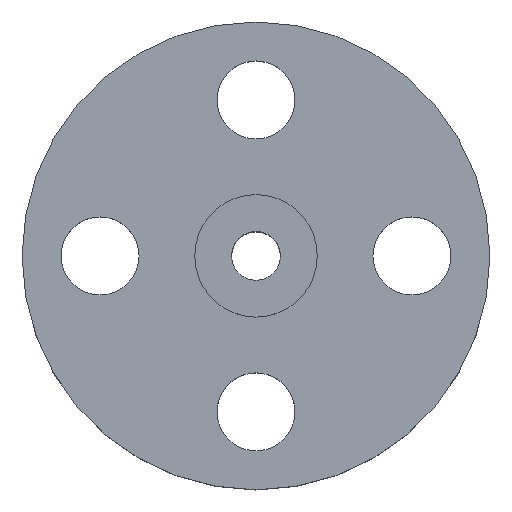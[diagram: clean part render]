
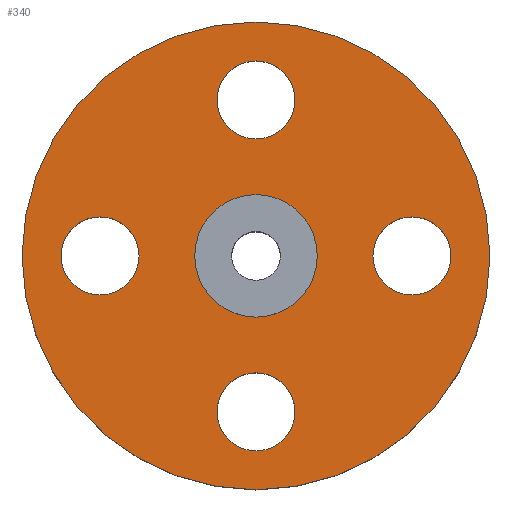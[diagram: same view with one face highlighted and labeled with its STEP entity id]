
A CAD part, top view. The second image highlights one B-rep face of the part: STEP entity #340.
In plain terms, the highlighted planar face has unit normal (0, 0, 1).
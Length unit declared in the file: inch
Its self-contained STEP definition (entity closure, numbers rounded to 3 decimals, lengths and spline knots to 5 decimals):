
#3 = VERTEX_POINT ( 'NONE', #757 ) ;
#7 = VERTEX_POINT ( 'NONE', #422 ) ;
#15 = DIRECTION ( 'NONE',  ( 0., 0., 1. ) ) ;
#24 = DIRECTION ( 'NONE',  ( -1., 0., 0. ) ) ;
#26 = AXIS2_PLACEMENT_3D ( 'NONE', #148, #406, #79 ) ;
#34 = FACE_BOUND ( 'NONE', #208, .T. ) ;
#51 = DIRECTION ( 'NONE',  ( 1., 0., 0. ) ) ;
#65 = EDGE_CURVE ( 'NONE', #364, #472, #667, .T. ) ;
#79 = DIRECTION ( 'NONE',  ( -1., 0., 0. ) ) ;
#80 = EDGE_CURVE ( 'NONE', #858, #768, #277, .T. ) ;
#88 = ORIENTED_EDGE ( 'NONE', *, *, #101, .F. ) ;
#90 = DIRECTION ( 'NONE',  ( 1., 0., 0. ) ) ;
#96 = CIRCLE ( 'NONE', #576, 2.625 ) ;
#101 = EDGE_CURVE ( 'NONE', #3, #286, #590, .T. ) ;
#104 = CARTESIAN_POINT ( 'NONE',  ( 0., 0.6875, -0.25 ) ) ;
#107 = ORIENTED_EDGE ( 'NONE', *, *, #335, .F. ) ;
#109 = AXIS2_PLACEMENT_3D ( 'NONE', #556, #235, #115 ) ;
#115 = DIRECTION ( 'NONE',  ( 1., 0., 0. ) ) ;
#118 = CIRCLE ( 'NONE', #26, 0.4375 ) ;
#121 = EDGE_CURVE ( 'NONE', #349, #776, #749, .T. ) ;
#148 = CARTESIAN_POINT ( 'NONE',  ( 1.75, 0., -0.25 ) ) ;
#153 = ORIENTED_EDGE ( 'NONE', *, *, #789, .F. ) ;
#156 = VERTEX_POINT ( 'NONE', #258 ) ;
#169 = FACE_OUTER_BOUND ( 'NONE', #305, .T. ) ;
#171 = VERTEX_POINT ( 'NONE', #545 ) ;
#172 = CARTESIAN_POINT ( 'NONE',  ( -2.625, 0., -0.25 ) ) ;
#189 = CARTESIAN_POINT ( 'NONE',  ( 0., 1.75, -0.25 ) ) ;
#203 = DIRECTION ( 'NONE',  ( 0., 0., 1. ) ) ;
#208 = EDGE_LOOP ( 'NONE', ( #153, #245 ) ) ;
#211 = CIRCLE ( 'NONE', #109, 0.4375 ) ;
#218 = CARTESIAN_POINT ( 'NONE',  ( -0.4375, 1.75, -0.25 ) ) ;
#222 = DIRECTION ( 'NONE',  ( -1., 0., 0. ) ) ;
#231 = DIRECTION ( 'NONE',  ( 0., 0., 1. ) ) ;
#235 = DIRECTION ( 'NONE',  ( 0., 0., 1. ) ) ;
#242 = CARTESIAN_POINT ( 'NONE',  ( 2.625, 0., -0.25 ) ) ;
#245 = ORIENTED_EDGE ( 'NONE', *, *, #80, .F. ) ;
#249 = AXIS2_PLACEMENT_3D ( 'NONE', #522, #203, #331 ) ;
#253 = AXIS2_PLACEMENT_3D ( 'NONE', #298, #502, #306 ) ;
#258 = CARTESIAN_POINT ( 'NONE',  ( 1.3125, 0., -0.25 ) ) ;
#264 = CARTESIAN_POINT ( 'NONE',  ( -1.75, 0., -0.25 ) ) ;
#268 = AXIS2_PLACEMENT_3D ( 'NONE', #104, #624, #24 ) ;
#277 = CIRCLE ( 'NONE', #330, 0.6875 ) ;
#279 = CARTESIAN_POINT ( 'NONE',  ( 1.75, 0., -0.25 ) ) ;
#284 = EDGE_LOOP ( 'NONE', ( #356, #301 ) ) ;
#286 = VERTEX_POINT ( 'NONE', #218 ) ;
#288 = DIRECTION ( 'NONE',  ( 1., 0., 0. ) ) ;
#294 = CARTESIAN_POINT ( 'NONE',  ( 0.4375, -1.75, -0.25 ) ) ;
#298 = CARTESIAN_POINT ( 'NONE',  ( 0., -1.75, -0.25 ) ) ;
#301 = ORIENTED_EDGE ( 'NONE', *, *, #781, .F. ) ;
#302 = PLANE ( 'NONE',  #268 ) ;
#304 = CARTESIAN_POINT ( 'NONE',  ( -0.6875, 0., -0.25 ) ) ;
#305 = EDGE_LOOP ( 'NONE', ( #417, #656 ) ) ;
#306 = DIRECTION ( 'NONE',  ( 0., 1., 0. ) ) ;
#313 = AXIS2_PLACEMENT_3D ( 'NONE', #362, #231, #822 ) ;
#327 = AXIS2_PLACEMENT_3D ( 'NONE', #264, #787, #604 ) ;
#330 = AXIS2_PLACEMENT_3D ( 'NONE', #514, #655, #51 ) ;
#331 = DIRECTION ( 'NONE',  ( 0., 1., 0. ) ) ;
#335 = EDGE_CURVE ( 'NONE', #460, #156, #118, .T. ) ;
#340 = ADVANCED_FACE ( 'NONE', ( #342, #699, #370, #755, #34, #169 ), #302, .F. ) ;
#342 = FACE_BOUND ( 'NONE', #369, .T. ) ;
#349 = VERTEX_POINT ( 'NONE', #634 ) ;
#354 = EDGE_CURVE ( 'NONE', #776, #349, #516, .T. ) ;
#356 = ORIENTED_EDGE ( 'NONE', *, *, #708, .F. ) ;
#358 = CARTESIAN_POINT ( 'NONE',  ( 2.1875, 0., -0.25 ) ) ;
#362 = CARTESIAN_POINT ( 'NONE',  ( 0., 0., -0.25 ) ) ;
#363 = EDGE_CURVE ( 'NONE', #286, #3, #713, .T. ) ;
#364 = VERTEX_POINT ( 'NONE', #172 ) ;
#369 = EDGE_LOOP ( 'NONE', ( #88, #391 ) ) ;
#370 = FACE_BOUND ( 'NONE', #405, .T. ) ;
#382 = CIRCLE ( 'NONE', #313, 0.6875 ) ;
#387 = ORIENTED_EDGE ( 'NONE', *, *, #354, .F. ) ;
#391 = ORIENTED_EDGE ( 'NONE', *, *, #363, .F. ) ;
#405 = EDGE_LOOP ( 'NONE', ( #387, #490 ) ) ;
#406 = DIRECTION ( 'NONE',  ( 0., 0., 1. ) ) ;
#411 = AXIS2_PLACEMENT_3D ( 'NONE', #815, #810, #90 ) ;
#417 = ORIENTED_EDGE ( 'NONE', *, *, #765, .T. ) ;
#422 = CARTESIAN_POINT ( 'NONE',  ( -2.1875, 0., -0.25 ) ) ;
#450 = DIRECTION ( 'NONE',  ( 0., -1., 0. ) ) ;
#460 = VERTEX_POINT ( 'NONE', #358 ) ;
#472 = VERTEX_POINT ( 'NONE', #242 ) ;
#490 = ORIENTED_EDGE ( 'NONE', *, *, #121, .F. ) ;
#494 = EDGE_LOOP ( 'NONE', ( #107, #834 ) ) ;
#502 = DIRECTION ( 'NONE',  ( 0., 0., 1. ) ) ;
#508 = CIRCLE ( 'NONE', #601, 0.4375 ) ;
#514 = CARTESIAN_POINT ( 'NONE',  ( 0., 0., -0.25 ) ) ;
#516 = CIRCLE ( 'NONE', #253, 0.4375 ) ;
#522 = CARTESIAN_POINT ( 'NONE',  ( 0., -1.75, -0.25 ) ) ;
#545 = CARTESIAN_POINT ( 'NONE',  ( -1.3125, 0., -0.25 ) ) ;
#556 = CARTESIAN_POINT ( 'NONE',  ( -1.75, 0., -0.25 ) ) ;
#576 = AXIS2_PLACEMENT_3D ( 'NONE', #748, #803, #288 ) ;
#590 = CIRCLE ( 'NONE', #651, 0.4375 ) ;
#601 = AXIS2_PLACEMENT_3D ( 'NONE', #279, #15, #222 ) ;
#604 = DIRECTION ( 'NONE',  ( 1., 0., 0. ) ) ;
#618 = DIRECTION ( 'NONE',  ( 0., -1., 0. ) ) ;
#624 = DIRECTION ( 'NONE',  ( 0., 0., -1. ) ) ;
#634 = CARTESIAN_POINT ( 'NONE',  ( -0.4375, -1.75, -0.25 ) ) ;
#639 = DIRECTION ( 'NONE',  ( 0., 0., 1. ) ) ;
#651 = AXIS2_PLACEMENT_3D ( 'NONE', #189, #860, #450 ) ;
#655 = DIRECTION ( 'NONE',  ( 0., 0., 1. ) ) ;
#656 = ORIENTED_EDGE ( 'NONE', *, *, #65, .T. ) ;
#667 = CIRCLE ( 'NONE', #411, 2.625 ) ;
#673 = CARTESIAN_POINT ( 'NONE',  ( 0.6875, 0., -0.25 ) ) ;
#699 = FACE_BOUND ( 'NONE', #494, .T. ) ;
#708 = EDGE_CURVE ( 'NONE', #171, #7, #826, .T. ) ;
#713 = CIRCLE ( 'NONE', #739, 0.4375 ) ;
#739 = AXIS2_PLACEMENT_3D ( 'NONE', #769, #639, #618 ) ;
#748 = CARTESIAN_POINT ( 'NONE',  ( 0., 0., -0.25 ) ) ;
#749 = CIRCLE ( 'NONE', #249, 0.4375 ) ;
#755 = FACE_BOUND ( 'NONE', #284, .T. ) ;
#756 = EDGE_CURVE ( 'NONE', #156, #460, #508, .T. ) ;
#757 = CARTESIAN_POINT ( 'NONE',  ( 0.4375, 1.75, -0.25 ) ) ;
#765 = EDGE_CURVE ( 'NONE', #472, #364, #96, .T. ) ;
#768 = VERTEX_POINT ( 'NONE', #673 ) ;
#769 = CARTESIAN_POINT ( 'NONE',  ( 0., 1.75, -0.25 ) ) ;
#776 = VERTEX_POINT ( 'NONE', #294 ) ;
#781 = EDGE_CURVE ( 'NONE', #7, #171, #211, .T. ) ;
#787 = DIRECTION ( 'NONE',  ( 0., 0., 1. ) ) ;
#789 = EDGE_CURVE ( 'NONE', #768, #858, #382, .T. ) ;
#803 = DIRECTION ( 'NONE',  ( 0., 0., 1. ) ) ;
#810 = DIRECTION ( 'NONE',  ( 0., 0., 1. ) ) ;
#815 = CARTESIAN_POINT ( 'NONE',  ( 0., 0., -0.25 ) ) ;
#822 = DIRECTION ( 'NONE',  ( 1., 0., 0. ) ) ;
#826 = CIRCLE ( 'NONE', #327, 0.4375 ) ;
#834 = ORIENTED_EDGE ( 'NONE', *, *, #756, .F. ) ;
#858 = VERTEX_POINT ( 'NONE', #304 ) ;
#860 = DIRECTION ( 'NONE',  ( 0., 0., 1. ) ) ;
